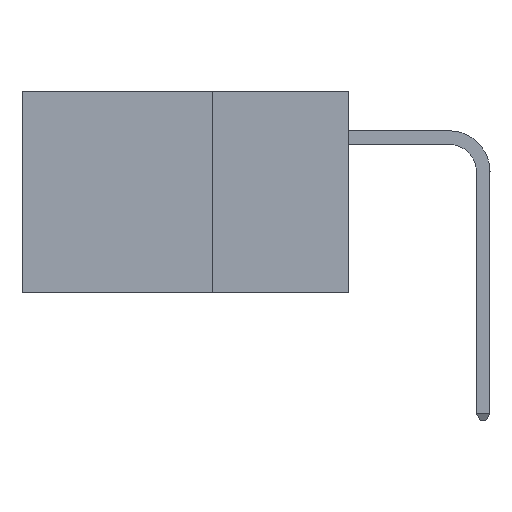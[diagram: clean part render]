
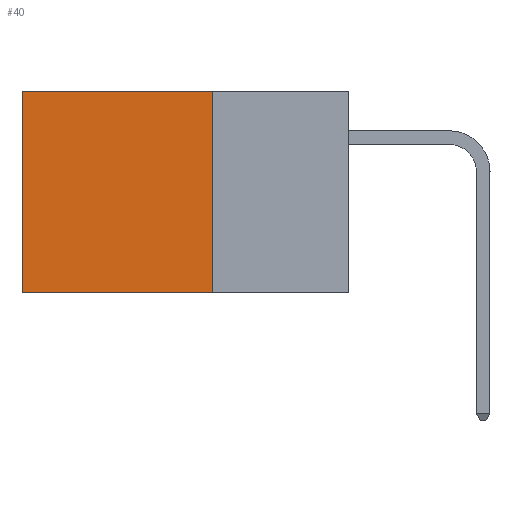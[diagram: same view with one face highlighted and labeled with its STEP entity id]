
A CAD part, left-side view. The second image highlights one B-rep face of the part: STEP entity #40.
In plain terms, the highlighted planar face has unit normal (-1, 0, 0).
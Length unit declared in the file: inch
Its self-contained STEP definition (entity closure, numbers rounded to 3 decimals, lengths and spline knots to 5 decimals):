
#40 = ADVANCED_FACE ( 'NONE', ( #4504 ), #204, .F. ) ;
#112 = CARTESIAN_POINT ( 'NONE',  ( 0.2875, 0.6, 0. ) ) ;
#204 = PLANE ( 'NONE',  #2971 ) ;
#581 = VECTOR ( 'NONE', #7450, 39.37008 ) ;
#743 = VERTEX_POINT ( 'NONE', #8604 ) ;
#872 = CARTESIAN_POINT ( 'NONE',  ( 0.2875, 0.25, 0. ) ) ;
#916 = LINE ( 'NONE', #112, #8925 ) ;
#952 = ORIENTED_EDGE ( 'NONE', *, *, #6764, .T. ) ;
#1309 = DIRECTION ( 'NONE',  ( 1., 0., 0. ) ) ;
#2118 = CARTESIAN_POINT ( 'NONE',  ( 0.2875, 0.25, -0.37 ) ) ;
#2175 = DIRECTION ( 'NONE',  ( 0., 0., -1. ) ) ;
#2971 = AXIS2_PLACEMENT_3D ( 'NONE', #872, #1309, #2175 ) ;
#3379 = EDGE_CURVE ( 'NONE', #743, #4701, #6852, .T. ) ;
#3814 = LINE ( 'NONE', #7239, #9888 ) ;
#4308 = EDGE_CURVE ( 'NONE', #4701, #8511, #3814, .T. ) ;
#4504 = FACE_OUTER_BOUND ( 'NONE', #8906, .T. ) ;
#4701 = VERTEX_POINT ( 'NONE', #2118 ) ;
#5101 = EDGE_CURVE ( 'NONE', #743, #8943, #5489, .T. ) ;
#5489 = LINE ( 'NONE', #8578, #9305 ) ;
#5645 = DIRECTION ( 'NONE',  ( 0., 0., -1. ) ) ;
#6764 = EDGE_CURVE ( 'NONE', #8943, #8511, #916, .T. ) ;
#6852 = LINE ( 'NONE', #7452, #581 ) ;
#7133 = ORIENTED_EDGE ( 'NONE', *, *, #3379, .F. ) ;
#7218 = DIRECTION ( 'NONE',  ( 0., 1., 0. ) ) ;
#7239 = CARTESIAN_POINT ( 'NONE',  ( 0.2875, 0.25, -0.37 ) ) ;
#7346 = CARTESIAN_POINT ( 'NONE',  ( 0.2875, 0.6, 0. ) ) ;
#7450 = DIRECTION ( 'NONE',  ( 0., 0., -1. ) ) ;
#7452 = CARTESIAN_POINT ( 'NONE',  ( 0.2875, 0.25, 0. ) ) ;
#7935 = CARTESIAN_POINT ( 'NONE',  ( 0.2875, 0.6, -0.37 ) ) ;
#8427 = ORIENTED_EDGE ( 'NONE', *, *, #5101, .T. ) ;
#8511 = VERTEX_POINT ( 'NONE', #7935 ) ;
#8578 = CARTESIAN_POINT ( 'NONE',  ( 0.2875, 0.25, 0. ) ) ;
#8604 = CARTESIAN_POINT ( 'NONE',  ( 0.2875, 0.25, 0. ) ) ;
#8854 = DIRECTION ( 'NONE',  ( 0., 1., 0. ) ) ;
#8896 = ORIENTED_EDGE ( 'NONE', *, *, #4308, .F. ) ;
#8906 = EDGE_LOOP ( 'NONE', ( #952, #8896, #7133, #8427 ) ) ;
#8925 = VECTOR ( 'NONE', #5645, 39.37008 ) ;
#8943 = VERTEX_POINT ( 'NONE', #7346 ) ;
#9305 = VECTOR ( 'NONE', #8854, 39.37008 ) ;
#9888 = VECTOR ( 'NONE', #7218, 39.37008 ) ;
